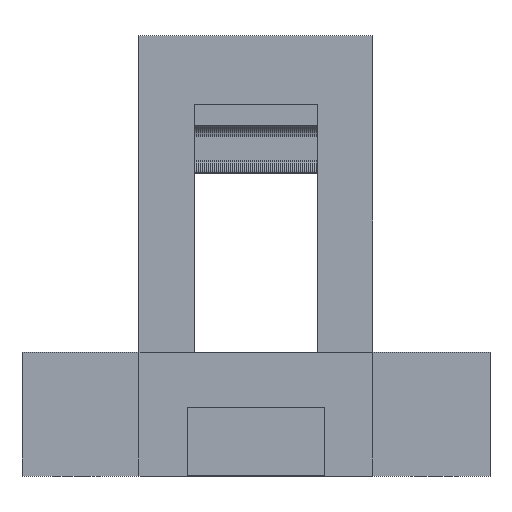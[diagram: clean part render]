
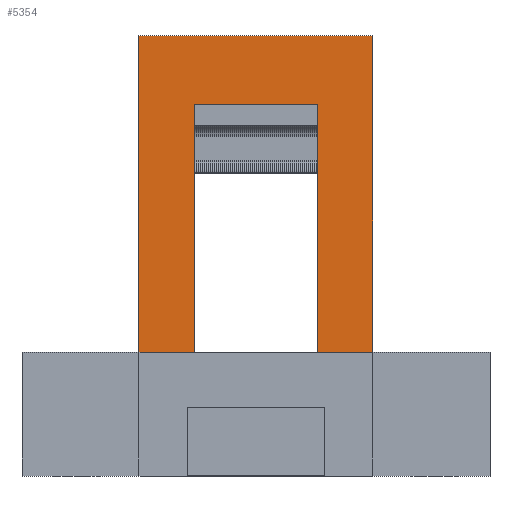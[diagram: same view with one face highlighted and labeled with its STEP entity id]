
A CAD part, top view. The second image highlights one B-rep face of the part: STEP entity #5354.
In plain terms, the highlighted planar face has unit normal (0, 0, 1).
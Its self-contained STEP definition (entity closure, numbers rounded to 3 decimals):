
#270 = PLANE('',#271);
#271 = AXIS2_PLACEMENT_3D('',#272,#273,#274);
#272 = CARTESIAN_POINT('',(-8.5,-15.,-6.));
#273 = DIRECTION('',(1.,0.,0.));
#274 = DIRECTION('',(0.,0.,1.));
#323 = PLANE('',#324);
#324 = AXIS2_PLACEMENT_3D('',#325,#326,#327);
#325 = CARTESIAN_POINT('',(-4.5,-6.,-49.5));
#326 = DIRECTION('',(1.,0.,0.));
#327 = DIRECTION('',(0.,0.,1.));
#354 = PLANE('',#355);
#355 = AXIS2_PLACEMENT_3D('',#356,#357,#358);
#356 = CARTESIAN_POINT('',(4.5,-6.,-49.5));
#357 = DIRECTION('',(1.,0.,0.));
#358 = DIRECTION('',(0.,0.,1.));
#404 = PLANE('',#405);
#405 = AXIS2_PLACEMENT_3D('',#406,#407,#408);
#406 = CARTESIAN_POINT('',(8.5,-15.,-6.));
#407 = DIRECTION('',(1.,0.,0.));
#408 = DIRECTION('',(0.,0.,1.));
#430 = PLANE('',#431);
#431 = AXIS2_PLACEMENT_3D('',#432,#433,#434);
#432 = CARTESIAN_POINT('',(-8.5,17.,-6.));
#433 = DIRECTION('',(0.,1.,0.));
#434 = DIRECTION('',(0.,0.,1.));
#517 = EDGE_CURVE('',#518,#520,#522,.T.);
#518 = VERTEX_POINT('',#519);
#519 = CARTESIAN_POINT('',(-8.5,-6.,3.));
#520 = VERTEX_POINT('',#521);
#521 = CARTESIAN_POINT('',(-8.5,17.,3.));
#522 = SURFACE_CURVE('',#523,(#527,#534),.PCURVE_S1.);
#523 = LINE('',#524,#525);
#524 = CARTESIAN_POINT('',(-8.5,-15.,3.));
#525 = VECTOR('',#526,1.);
#526 = DIRECTION('',(0.,1.,0.));
#527 = PCURVE('',#270,#528);
#528 = DEFINITIONAL_REPRESENTATION('',(#529),#533);
#529 = LINE('',#530,#531);
#530 = CARTESIAN_POINT('',(9.,0.));
#531 = VECTOR('',#532,1.);
#532 = DIRECTION('',(0.,-1.));
#533 = ( GEOMETRIC_REPRESENTATION_CONTEXT(2) 
PARAMETRIC_REPRESENTATION_CONTEXT() REPRESENTATION_CONTEXT('2D SPACE',''
  ) );
#534 = PCURVE('',#535,#540);
#535 = PLANE('',#536);
#536 = AXIS2_PLACEMENT_3D('',#537,#538,#539);
#537 = CARTESIAN_POINT('',(-8.5,-15.,3.));
#538 = DIRECTION('',(0.,0.,1.));
#539 = DIRECTION('',(1.,0.,0.));
#540 = DEFINITIONAL_REPRESENTATION('',(#541),#545);
#541 = LINE('',#542,#543);
#542 = CARTESIAN_POINT('',(0.,0.));
#543 = VECTOR('',#544,1.);
#544 = DIRECTION('',(0.,1.));
#545 = ( GEOMETRIC_REPRESENTATION_CONTEXT(2) 
PARAMETRIC_REPRESENTATION_CONTEXT() REPRESENTATION_CONTEXT('2D SPACE',''
  ) );
#2139 = EDGE_CURVE('',#520,#2140,#2142,.T.);
#2140 = VERTEX_POINT('',#2141);
#2141 = CARTESIAN_POINT('',(8.5,17.,3.));
#2142 = SURFACE_CURVE('',#2143,(#2147,#2154),.PCURVE_S1.);
#2143 = LINE('',#2144,#2145);
#2144 = CARTESIAN_POINT('',(-8.5,17.,3.));
#2145 = VECTOR('',#2146,1.);
#2146 = DIRECTION('',(1.,0.,0.));
#2147 = PCURVE('',#430,#2148);
#2148 = DEFINITIONAL_REPRESENTATION('',(#2149),#2153);
#2149 = LINE('',#2150,#2151);
#2150 = CARTESIAN_POINT('',(9.,0.));
#2151 = VECTOR('',#2152,1.);
#2152 = DIRECTION('',(0.,1.));
#2153 = ( GEOMETRIC_REPRESENTATION_CONTEXT(2) 
PARAMETRIC_REPRESENTATION_CONTEXT() REPRESENTATION_CONTEXT('2D SPACE',''
  ) );
#2154 = PCURVE('',#535,#2155);
#2155 = DEFINITIONAL_REPRESENTATION('',(#2156),#2160);
#2156 = LINE('',#2157,#2158);
#2157 = CARTESIAN_POINT('',(0.,32.));
#2158 = VECTOR('',#2159,1.);
#2159 = DIRECTION('',(1.,0.));
#2160 = ( GEOMETRIC_REPRESENTATION_CONTEXT(2) 
PARAMETRIC_REPRESENTATION_CONTEXT() REPRESENTATION_CONTEXT('2D SPACE',''
  ) );
#2186 = EDGE_CURVE('',#2187,#2140,#2189,.T.);
#2187 = VERTEX_POINT('',#2188);
#2188 = CARTESIAN_POINT('',(8.5,-6.,3.));
#2189 = SURFACE_CURVE('',#2190,(#2194,#2201),.PCURVE_S1.);
#2190 = LINE('',#2191,#2192);
#2191 = CARTESIAN_POINT('',(8.5,-15.,3.));
#2192 = VECTOR('',#2193,1.);
#2193 = DIRECTION('',(0.,1.,0.));
#2194 = PCURVE('',#404,#2195);
#2195 = DEFINITIONAL_REPRESENTATION('',(#2196),#2200);
#2196 = LINE('',#2197,#2198);
#2197 = CARTESIAN_POINT('',(9.,0.));
#2198 = VECTOR('',#2199,1.);
#2199 = DIRECTION('',(0.,-1.));
#2200 = ( GEOMETRIC_REPRESENTATION_CONTEXT(2) 
PARAMETRIC_REPRESENTATION_CONTEXT() REPRESENTATION_CONTEXT('2D SPACE',''
  ) );
#2201 = PCURVE('',#535,#2202);
#2202 = DEFINITIONAL_REPRESENTATION('',(#2203),#2207);
#2203 = LINE('',#2204,#2205);
#2204 = CARTESIAN_POINT('',(17.,0.));
#2205 = VECTOR('',#2206,1.);
#2206 = DIRECTION('',(0.,1.));
#2207 = ( GEOMETRIC_REPRESENTATION_CONTEXT(2) 
PARAMETRIC_REPRESENTATION_CONTEXT() REPRESENTATION_CONTEXT('2D SPACE',''
  ) );
#3746 = VERTEX_POINT('',#3747);
#3747 = CARTESIAN_POINT('',(4.5,-6.,3.));
#4469 = VERTEX_POINT('',#4470);
#4470 = CARTESIAN_POINT('',(4.5,12.,3.));
#4484 = PLANE('',#4485);
#4485 = AXIS2_PLACEMENT_3D('',#4486,#4487,#4488);
#4486 = CARTESIAN_POINT('',(-4.5,12.,-49.5));
#4487 = DIRECTION('',(0.,1.,0.));
#4488 = DIRECTION('',(0.,0.,1.));
#4496 = EDGE_CURVE('',#3746,#4469,#4497,.T.);
#4497 = SURFACE_CURVE('',#4498,(#4502,#4508),.PCURVE_S1.);
#4498 = LINE('',#4499,#4500);
#4499 = CARTESIAN_POINT('',(4.5,-10.5,3.));
#4500 = VECTOR('',#4501,1.);
#4501 = DIRECTION('',(0.,1.,0.));
#4502 = PCURVE('',#354,#4503);
#4503 = DEFINITIONAL_REPRESENTATION('',(#4504),#4507);
#4504 = B_SPLINE_CURVE_WITH_KNOTS('',1,(#4505,#4506),.UNSPECIFIED.,.F.,
  .F.,(2,2),(4.5,22.5),.PIECEWISE_BEZIER_KNOTS.);
#4505 = CARTESIAN_POINT('',(52.5,0.));
#4506 = CARTESIAN_POINT('',(52.5,-18.));
#4507 = ( GEOMETRIC_REPRESENTATION_CONTEXT(2) 
PARAMETRIC_REPRESENTATION_CONTEXT() REPRESENTATION_CONTEXT('2D SPACE',''
  ) );
#4508 = PCURVE('',#535,#4509);
#4509 = DEFINITIONAL_REPRESENTATION('',(#4510),#4513);
#4510 = B_SPLINE_CURVE_WITH_KNOTS('',1,(#4511,#4512),.UNSPECIFIED.,.F.,
  .F.,(2,2),(4.5,22.5),.PIECEWISE_BEZIER_KNOTS.);
#4511 = CARTESIAN_POINT('',(13.,9.));
#4512 = CARTESIAN_POINT('',(13.,27.));
#4513 = ( GEOMETRIC_REPRESENTATION_CONTEXT(2) 
PARAMETRIC_REPRESENTATION_CONTEXT() REPRESENTATION_CONTEXT('2D SPACE',''
  ) );
#4545 = VERTEX_POINT('',#4546);
#4546 = CARTESIAN_POINT('',(-4.5,-6.,3.));
#5263 = VERTEX_POINT('',#5264);
#5264 = CARTESIAN_POINT('',(-4.5,12.,3.));
#5285 = EDGE_CURVE('',#4545,#5263,#5286,.T.);
#5286 = SURFACE_CURVE('',#5287,(#5291,#5297),.PCURVE_S1.);
#5287 = LINE('',#5288,#5289);
#5288 = CARTESIAN_POINT('',(-4.5,-10.5,3.));
#5289 = VECTOR('',#5290,1.);
#5290 = DIRECTION('',(0.,1.,0.));
#5291 = PCURVE('',#323,#5292);
#5292 = DEFINITIONAL_REPRESENTATION('',(#5293),#5296);
#5293 = B_SPLINE_CURVE_WITH_KNOTS('',1,(#5294,#5295),.UNSPECIFIED.,.F.,
  .F.,(2,2),(4.5,22.5),.PIECEWISE_BEZIER_KNOTS.);
#5294 = CARTESIAN_POINT('',(52.5,0.));
#5295 = CARTESIAN_POINT('',(52.5,-18.));
#5296 = ( GEOMETRIC_REPRESENTATION_CONTEXT(2) 
PARAMETRIC_REPRESENTATION_CONTEXT() REPRESENTATION_CONTEXT('2D SPACE',''
  ) );
#5297 = PCURVE('',#535,#5298);
#5298 = DEFINITIONAL_REPRESENTATION('',(#5299),#5302);
#5299 = B_SPLINE_CURVE_WITH_KNOTS('',1,(#5300,#5301),.UNSPECIFIED.,.F.,
  .F.,(2,2),(4.5,22.5),.PIECEWISE_BEZIER_KNOTS.);
#5300 = CARTESIAN_POINT('',(4.,9.));
#5301 = CARTESIAN_POINT('',(4.,27.));
#5302 = ( GEOMETRIC_REPRESENTATION_CONTEXT(2) 
PARAMETRIC_REPRESENTATION_CONTEXT() REPRESENTATION_CONTEXT('2D SPACE',''
  ) );
#5354 = ADVANCED_FACE('',(#5355),#535,.T.);
#5355 = FACE_BOUND('',#5356,.T.);
#5356 = EDGE_LOOP('',(#5357,#5358,#5384,#5385,#5404,#5405,#5426,#5427));
#5357 = ORIENTED_EDGE('',*,*,#517,.F.);
#5358 = ORIENTED_EDGE('',*,*,#5359,.T.);
#5359 = EDGE_CURVE('',#518,#4545,#5360,.T.);
#5360 = SURFACE_CURVE('',#5361,(#5365,#5372),.PCURVE_S1.);
#5361 = LINE('',#5362,#5363);
#5362 = CARTESIAN_POINT('',(-17.,-6.,3.));
#5363 = VECTOR('',#5364,1.);
#5364 = DIRECTION('',(1.,0.,0.));
#5365 = PCURVE('',#535,#5366);
#5366 = DEFINITIONAL_REPRESENTATION('',(#5367),#5371);
#5367 = LINE('',#5368,#5369);
#5368 = CARTESIAN_POINT('',(-8.5,9.));
#5369 = VECTOR('',#5370,1.);
#5370 = DIRECTION('',(1.,0.));
#5371 = ( GEOMETRIC_REPRESENTATION_CONTEXT(2) 
PARAMETRIC_REPRESENTATION_CONTEXT() REPRESENTATION_CONTEXT('2D SPACE',''
  ) );
#5372 = PCURVE('',#5373,#5378);
#5373 = PLANE('',#5374);
#5374 = AXIS2_PLACEMENT_3D('',#5375,#5376,#5377);
#5375 = CARTESIAN_POINT('',(-8.5,-15.,3.));
#5376 = DIRECTION('',(0.,0.,1.));
#5377 = DIRECTION('',(1.,0.,0.));
#5378 = DEFINITIONAL_REPRESENTATION('',(#5379),#5383);
#5379 = LINE('',#5380,#5381);
#5380 = CARTESIAN_POINT('',(-8.5,9.));
#5381 = VECTOR('',#5382,1.);
#5382 = DIRECTION('',(1.,0.));
#5383 = ( GEOMETRIC_REPRESENTATION_CONTEXT(2) 
PARAMETRIC_REPRESENTATION_CONTEXT() REPRESENTATION_CONTEXT('2D SPACE',''
  ) );
#5384 = ORIENTED_EDGE('',*,*,#5285,.T.);
#5385 = ORIENTED_EDGE('',*,*,#5386,.F.);
#5386 = EDGE_CURVE('',#4469,#5263,#5387,.T.);
#5387 = SURFACE_CURVE('',#5388,(#5392,#5398),.PCURVE_S1.);
#5388 = LINE('',#5389,#5390);
#5389 = CARTESIAN_POINT('',(-6.5,12.,3.));
#5390 = VECTOR('',#5391,1.);
#5391 = DIRECTION('',(-1.,0.,0.));
#5392 = PCURVE('',#535,#5393);
#5393 = DEFINITIONAL_REPRESENTATION('',(#5394),#5397);
#5394 = B_SPLINE_CURVE_WITH_KNOTS('',1,(#5395,#5396),.UNSPECIFIED.,.F.,
  .F.,(2,2),(-11.,-2.),.PIECEWISE_BEZIER_KNOTS.);
#5395 = CARTESIAN_POINT('',(13.,27.));
#5396 = CARTESIAN_POINT('',(4.,27.));
#5397 = ( GEOMETRIC_REPRESENTATION_CONTEXT(2) 
PARAMETRIC_REPRESENTATION_CONTEXT() REPRESENTATION_CONTEXT('2D SPACE',''
  ) );
#5398 = PCURVE('',#4484,#5399);
#5399 = DEFINITIONAL_REPRESENTATION('',(#5400),#5403);
#5400 = B_SPLINE_CURVE_WITH_KNOTS('',1,(#5401,#5402),.UNSPECIFIED.,.F.,
  .F.,(2,2),(-11.,-2.),.PIECEWISE_BEZIER_KNOTS.);
#5401 = CARTESIAN_POINT('',(52.5,9.));
#5402 = CARTESIAN_POINT('',(52.5,0.));
#5403 = ( GEOMETRIC_REPRESENTATION_CONTEXT(2) 
PARAMETRIC_REPRESENTATION_CONTEXT() REPRESENTATION_CONTEXT('2D SPACE',''
  ) );
#5404 = ORIENTED_EDGE('',*,*,#4496,.F.);
#5405 = ORIENTED_EDGE('',*,*,#5406,.T.);
#5406 = EDGE_CURVE('',#3746,#2187,#5407,.T.);
#5407 = SURFACE_CURVE('',#5408,(#5412,#5419),.PCURVE_S1.);
#5408 = LINE('',#5409,#5410);
#5409 = CARTESIAN_POINT('',(-17.,-6.,3.));
#5410 = VECTOR('',#5411,1.);
#5411 = DIRECTION('',(1.,0.,0.));
#5412 = PCURVE('',#535,#5413);
#5413 = DEFINITIONAL_REPRESENTATION('',(#5414),#5418);
#5414 = LINE('',#5415,#5416);
#5415 = CARTESIAN_POINT('',(-8.5,9.));
#5416 = VECTOR('',#5417,1.);
#5417 = DIRECTION('',(1.,0.));
#5418 = ( GEOMETRIC_REPRESENTATION_CONTEXT(2) 
PARAMETRIC_REPRESENTATION_CONTEXT() REPRESENTATION_CONTEXT('2D SPACE',''
  ) );
#5419 = PCURVE('',#5373,#5420);
#5420 = DEFINITIONAL_REPRESENTATION('',(#5421),#5425);
#5421 = LINE('',#5422,#5423);
#5422 = CARTESIAN_POINT('',(-8.5,9.));
#5423 = VECTOR('',#5424,1.);
#5424 = DIRECTION('',(1.,0.));
#5425 = ( GEOMETRIC_REPRESENTATION_CONTEXT(2) 
PARAMETRIC_REPRESENTATION_CONTEXT() REPRESENTATION_CONTEXT('2D SPACE',''
  ) );
#5426 = ORIENTED_EDGE('',*,*,#2186,.T.);
#5427 = ORIENTED_EDGE('',*,*,#2139,.F.);
